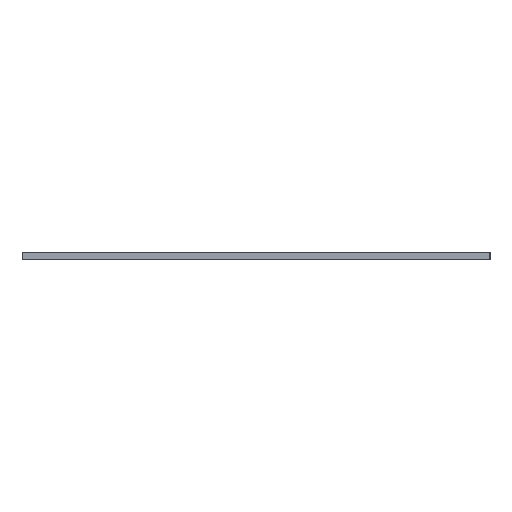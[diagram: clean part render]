
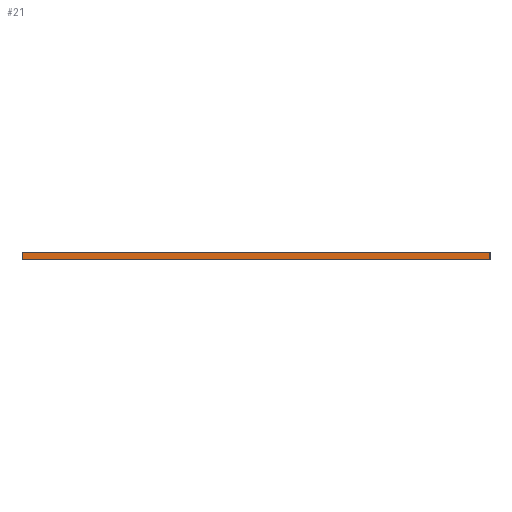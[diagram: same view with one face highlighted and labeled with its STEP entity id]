
A CAD part, left-side view. The second image highlights one B-rep face of the part: STEP entity #21.
In plain terms, the highlighted planar face has unit normal (-1, 0, 0).
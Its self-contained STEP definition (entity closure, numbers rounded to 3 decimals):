
#14 = CARTESIAN_POINT ( 'NONE',  ( 0., 0., 0. ) ) ;
#17 = DIRECTION ( 'NONE',  ( 0., -1., 0. ) ) ;
#21 = ADVANCED_FACE ( 'NONE', ( #291 ), #713, .T. ) ;
#46 = VERTEX_POINT ( 'NONE', #701 ) ;
#83 = ORIENTED_EDGE ( 'NONE', *, *, #204, .T. ) ;
#105 = LINE ( 'NONE', #169, #504 ) ;
#111 = CARTESIAN_POINT ( 'NONE',  ( 0., 0., -1.2 ) ) ;
#133 = CARTESIAN_POINT ( 'NONE',  ( 0., 0., -1.2 ) ) ;
#134 = ORIENTED_EDGE ( 'NONE', *, *, #669, .F. ) ;
#143 = VERTEX_POINT ( 'NONE', #14 ) ;
#157 = DIRECTION ( 'NONE',  ( -1., 0., 0. ) ) ;
#166 = DIRECTION ( 'NONE',  ( 0., 0., 1. ) ) ;
#169 = CARTESIAN_POINT ( 'NONE',  ( 0., 0., 0. ) ) ;
#189 = ORIENTED_EDGE ( 'NONE', *, *, #613, .F. ) ;
#204 = EDGE_CURVE ( 'NONE', #582, #46, #530, .T. ) ;
#269 = EDGE_LOOP ( 'NONE', ( #134, #189, #83, #438 ) ) ;
#274 = VECTOR ( 'NONE', #431, 1000. ) ;
#284 = DIRECTION ( 'NONE',  ( 0., -1., 0. ) ) ;
#291 = FACE_OUTER_BOUND ( 'NONE', #269, .T. ) ;
#293 = DIRECTION ( 'NONE',  ( 0., 0., 1. ) ) ;
#324 = VECTOR ( 'NONE', #284, 1000. ) ;
#347 = CARTESIAN_POINT ( 'NONE',  ( 0., 72., -1.2 ) ) ;
#431 = DIRECTION ( 'NONE',  ( 0., 0., 1. ) ) ;
#437 = CARTESIAN_POINT ( 'NONE',  ( 0., 72., 0. ) ) ;
#438 = ORIENTED_EDGE ( 'NONE', *, *, #747, .T. ) ;
#474 = LINE ( 'NONE', #133, #274 ) ;
#504 = VECTOR ( 'NONE', #17, 1000. ) ;
#530 = LINE ( 'NONE', #770, #324 ) ;
#542 = CARTESIAN_POINT ( 'NONE',  ( 0., 72., -1.2 ) ) ;
#558 = VECTOR ( 'NONE', #166, 1000. ) ;
#582 = VERTEX_POINT ( 'NONE', #542 ) ;
#613 = EDGE_CURVE ( 'NONE', #582, #660, #708, .T. ) ;
#660 = VERTEX_POINT ( 'NONE', #437 ) ;
#669 = EDGE_CURVE ( 'NONE', #660, #143, #105, .T. ) ;
#682 = AXIS2_PLACEMENT_3D ( 'NONE', #111, #157, #293 ) ;
#701 = CARTESIAN_POINT ( 'NONE',  ( 0., 0., -1.2 ) ) ;
#708 = LINE ( 'NONE', #347, #558 ) ;
#713 = PLANE ( 'NONE',  #682 ) ;
#747 = EDGE_CURVE ( 'NONE', #46, #143, #474, .T. ) ;
#770 = CARTESIAN_POINT ( 'NONE',  ( 0., 0., -1.2 ) ) ;
